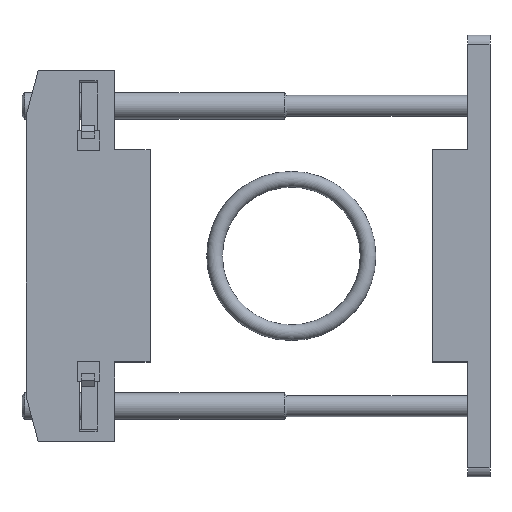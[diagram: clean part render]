
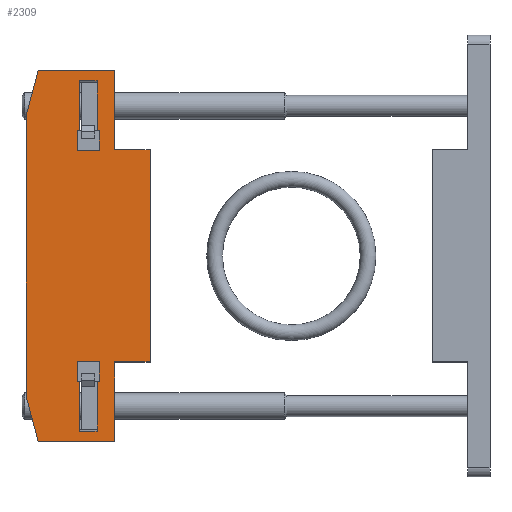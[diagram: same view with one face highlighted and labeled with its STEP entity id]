
A CAD part, top view. The second image highlights one B-rep face of the part: STEP entity #2309.
In plain terms, the highlighted planar face has unit normal (0, 0, 1).
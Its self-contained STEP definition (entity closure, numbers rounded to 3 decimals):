
#60=LINE('',#3374,#334);
#66=LINE('',#3387,#340);
#71=LINE('',#3398,#345);
#73=LINE('',#3403,#347);
#79=LINE('',#3416,#353);
#82=LINE('',#3425,#356);
#85=LINE('',#3430,#359);
#88=LINE('',#3436,#362);
#91=LINE('',#3444,#365);
#94=LINE('',#3450,#368);
#101=LINE('',#3464,#375);
#103=LINE('',#3467,#377);
#104=LINE('',#3469,#378);
#105=LINE('',#3472,#379);
#106=LINE('',#3474,#380);
#107=LINE('',#3476,#381);
#108=LINE('',#3478,#382);
#109=LINE('',#3479,#383);
#110=LINE('',#3481,#384);
#111=LINE('',#3482,#385);
#112=LINE('',#3485,#386);
#113=LINE('',#3487,#387);
#114=LINE('',#3488,#388);
#115=LINE('',#3490,#389);
#116=LINE('',#3492,#390);
#117=LINE('',#3494,#391);
#334=VECTOR('',#2741,1000.);
#340=VECTOR('',#2751,1000.);
#345=VECTOR('',#2760,1000.);
#347=VECTOR('',#2764,1000.);
#353=VECTOR('',#2772,1000.);
#356=VECTOR('',#2779,1000.);
#359=VECTOR('',#2784,1000.);
#362=VECTOR('',#2789,1000.);
#365=VECTOR('',#2796,1000.);
#368=VECTOR('',#2801,1000.);
#375=VECTOR('',#2810,1000.);
#377=VECTOR('',#2814,1000.);
#378=VECTOR('',#2817,1000.);
#379=VECTOR('',#2818,1000.);
#380=VECTOR('',#2819,1000.);
#381=VECTOR('',#2820,1000.);
#382=VECTOR('',#2821,1000.);
#383=VECTOR('',#2822,1000.);
#384=VECTOR('',#2823,1000.);
#385=VECTOR('',#2824,1000.);
#386=VECTOR('',#2825,1000.);
#387=VECTOR('',#2826,1000.);
#388=VECTOR('',#2827,1000.);
#389=VECTOR('',#2828,1000.);
#390=VECTOR('',#2829,1000.);
#391=VECTOR('',#2830,1000.);
#746=ORIENTED_EDGE('',*,*,#1325,.T.);
#747=ORIENTED_EDGE('',*,*,#1326,.F.);
#748=ORIENTED_EDGE('',*,*,#1327,.F.);
#749=ORIENTED_EDGE('',*,*,#1328,.F.);
#750=ORIENTED_EDGE('',*,*,#1329,.F.);
#751=ORIENTED_EDGE('',*,*,#1292,.F.);
#752=ORIENTED_EDGE('',*,*,#1330,.F.);
#753=ORIENTED_EDGE('',*,*,#1331,.F.);
#754=ORIENTED_EDGE('',*,*,#1332,.T.);
#755=ORIENTED_EDGE('',*,*,#1333,.T.);
#756=ORIENTED_EDGE('',*,*,#1334,.F.);
#757=ORIENTED_EDGE('',*,*,#1298,.F.);
#758=ORIENTED_EDGE('',*,*,#1335,.F.);
#759=ORIENTED_EDGE('',*,*,#1336,.F.);
#760=ORIENTED_EDGE('',*,*,#1337,.F.);
#761=ORIENTED_EDGE('',*,*,#1338,.F.);
#762=ORIENTED_EDGE('',*,*,#1302,.T.);
#763=ORIENTED_EDGE('',*,*,#1305,.T.);
#764=ORIENTED_EDGE('',*,*,#1284,.T.);
#765=ORIENTED_EDGE('',*,*,#1277,.T.);
#766=ORIENTED_EDGE('',*,*,#1290,.T.);
#767=ORIENTED_EDGE('',*,*,#1308,.T.);
#768=ORIENTED_EDGE('',*,*,#1312,.T.);
#769=ORIENTED_EDGE('',*,*,#1315,.T.);
#770=ORIENTED_EDGE('',*,*,#1322,.T.);
#771=ORIENTED_EDGE('',*,*,#1324,.T.);
#1277=EDGE_CURVE('',#1923,#1922,#60,.T.);
#1284=EDGE_CURVE('',#1928,#1923,#66,.T.);
#1290=EDGE_CURVE('',#1922,#1931,#71,.T.);
#1292=EDGE_CURVE('',#1932,#1934,#73,.T.);
#1298=EDGE_CURVE('',#1939,#1937,#79,.T.);
#1302=EDGE_CURVE('',#1944,#1943,#82,.T.);
#1305=EDGE_CURVE('',#1943,#1928,#85,.T.);
#1308=EDGE_CURVE('',#1931,#1946,#88,.T.);
#1312=EDGE_CURVE('',#1946,#1949,#91,.T.);
#1315=EDGE_CURVE('',#1949,#1951,#94,.T.);
#1322=EDGE_CURVE('',#1951,#1957,#101,.T.);
#1324=EDGE_CURVE('',#1957,#1944,#103,.T.);
#1325=EDGE_CURVE('',#1958,#1959,#104,.T.);
#1326=EDGE_CURVE('',#1960,#1959,#105,.T.);
#1327=EDGE_CURVE('',#1961,#1960,#106,.T.);
#1328=EDGE_CURVE('',#1962,#1961,#107,.T.);
#1329=EDGE_CURVE('',#1934,#1962,#108,.T.);
#1330=EDGE_CURVE('',#1963,#1932,#109,.T.);
#1331=EDGE_CURVE('',#1958,#1963,#110,.T.);
#1332=EDGE_CURVE('',#1964,#1965,#111,.T.);
#1333=EDGE_CURVE('',#1965,#1966,#112,.T.);
#1334=EDGE_CURVE('',#1937,#1966,#113,.T.);
#1335=EDGE_CURVE('',#1967,#1939,#114,.T.);
#1336=EDGE_CURVE('',#1968,#1967,#115,.T.);
#1337=EDGE_CURVE('',#1969,#1968,#116,.T.);
#1338=EDGE_CURVE('',#1964,#1969,#117,.T.);
#1630=EDGE_LOOP('',(#746,#747,#748,#749,#750,#751,#752,#753));
#1631=EDGE_LOOP('',(#754,#755,#756,#757,#758,#759,#760,#761));
#1632=EDGE_LOOP('',(#762,#763,#764,#765,#766,#767,#768,#769,#770,#771));
#1781=PLANE('',#2502);
#1922=VERTEX_POINT('',#3373);
#1923=VERTEX_POINT('',#3375);
#1928=VERTEX_POINT('',#3388);
#1931=VERTEX_POINT('',#3397);
#1932=VERTEX_POINT('',#3401);
#1934=VERTEX_POINT('',#3404);
#1937=VERTEX_POINT('',#3411);
#1939=VERTEX_POINT('',#3415);
#1943=VERTEX_POINT('',#3424);
#1944=VERTEX_POINT('',#3426);
#1946=VERTEX_POINT('',#3435);
#1949=VERTEX_POINT('',#3443);
#1951=VERTEX_POINT('',#3449);
#1957=VERTEX_POINT('',#3463);
#1958=VERTEX_POINT('',#3470);
#1959=VERTEX_POINT('',#3471);
#1960=VERTEX_POINT('',#3473);
#1961=VERTEX_POINT('',#3475);
#1962=VERTEX_POINT('',#3477);
#1963=VERTEX_POINT('',#3480);
#1964=VERTEX_POINT('',#3483);
#1965=VERTEX_POINT('',#3484);
#1966=VERTEX_POINT('',#3486);
#1967=VERTEX_POINT('',#3489);
#1968=VERTEX_POINT('',#3491);
#1969=VERTEX_POINT('',#3493);
#2150=FACE_BOUND('',#1630,.T.);
#2151=FACE_BOUND('',#1631,.T.);
#2152=FACE_BOUND('',#1632,.T.);
#2309=ADVANCED_FACE('',(#2150,#2151,#2152),#1781,.T.);
#2502=AXIS2_PLACEMENT_3D('',#3468,#2815,#2816);
#2741=DIRECTION('',(1.,0.,0.));
#2751=DIRECTION('',(0.966,-0.259,0.));
#2760=DIRECTION('',(0.966,0.259,0.));
#2764=DIRECTION('',(0.,-1.,0.));
#2772=DIRECTION('',(0.,1.,0.));
#2779=DIRECTION('',(-1.,0.,0.));
#2784=DIRECTION('',(0.,-1.,0.));
#2789=DIRECTION('',(0.,1.,0.));
#2796=DIRECTION('',(-1.,0.,0.));
#2801=DIRECTION('',(0.,1.,0.));
#2810=DIRECTION('',(-1.,0.,0.));
#2814=DIRECTION('',(0.,-1.,0.));
#2815=DIRECTION('',(0.,0.,1.));
#2816=DIRECTION('',(1.,0.,0.));
#2817=DIRECTION('',(1.,0.,0.));
#2818=DIRECTION('',(0.,-1.,0.));
#2819=DIRECTION('',(-1.,0.,0.));
#2820=DIRECTION('',(0.,1.,0.));
#2821=DIRECTION('',(1.,0.,0.));
#2822=DIRECTION('',(1.,0.,0.));
#2823=DIRECTION('',(0.,-1.,0.));
#2824=DIRECTION('',(1.,0.,0.));
#2825=DIRECTION('',(0.,-1.,0.));
#2826=DIRECTION('',(1.,0.,0.));
#2827=DIRECTION('',(1.,0.,0.));
#2828=DIRECTION('',(0.,-1.,0.));
#2829=DIRECTION('',(-1.,0.,0.));
#2830=DIRECTION('',(0.,1.,0.));
#3373=CARTESIAN_POINT('',(16.,0.,3.4));
#3374=CARTESIAN_POINT('',(-16.,0.,3.4));
#3375=CARTESIAN_POINT('',(-16.,0.,3.4));
#3387=CARTESIAN_POINT('',(-21.,1.34,3.4));
#3388=CARTESIAN_POINT('',(-21.,1.34,3.4));
#3397=CARTESIAN_POINT('',(21.,1.34,3.4));
#3398=CARTESIAN_POINT('',(16.,0.,3.4));
#3401=CARTESIAN_POINT('',(-14.2,6.,3.4));
#3403=CARTESIAN_POINT('',(-14.2,8.25,3.4));
#3404=CARTESIAN_POINT('',(-14.2,5.75,3.4));
#3411=CARTESIAN_POINT('',(14.2,6.,3.4));
#3415=CARTESIAN_POINT('',(14.2,5.75,3.4));
#3416=CARTESIAN_POINT('',(14.2,5.75,3.4));
#3424=CARTESIAN_POINT('',(-21.,10.,3.4));
#3425=CARTESIAN_POINT('',(-12.,10.,3.4));
#3426=CARTESIAN_POINT('',(-12.,10.,3.4));
#3430=CARTESIAN_POINT('',(-21.,10.,3.4));
#3435=CARTESIAN_POINT('',(21.,10.,3.4));
#3436=CARTESIAN_POINT('',(21.,1.34,3.4));
#3443=CARTESIAN_POINT('',(12.,10.,3.4));
#3444=CARTESIAN_POINT('',(21.,10.,3.4));
#3449=CARTESIAN_POINT('',(12.,14.,3.4));
#3450=CARTESIAN_POINT('',(12.,10.,3.4));
#3463=CARTESIAN_POINT('',(-12.,14.,3.4));
#3464=CARTESIAN_POINT('',(12.,14.,3.4));
#3467=CARTESIAN_POINT('',(-12.,14.,3.4));
#3468=CARTESIAN_POINT('',(0.,0.,3.4));
#3469=CARTESIAN_POINT('',(-19.834,8.,3.4));
#3470=CARTESIAN_POINT('',(-19.834,8.,3.4));
#3471=CARTESIAN_POINT('',(-14.2,8.,3.4));
#3472=CARTESIAN_POINT('',(-14.2,8.25,3.4));
#3473=CARTESIAN_POINT('',(-14.2,8.25,3.4));
#3474=CARTESIAN_POINT('',(-11.95,8.25,3.4));
#3475=CARTESIAN_POINT('',(-11.95,8.25,3.4));
#3476=CARTESIAN_POINT('',(-11.95,5.75,3.4));
#3477=CARTESIAN_POINT('',(-11.95,5.75,3.4));
#3478=CARTESIAN_POINT('',(-14.2,5.75,3.4));
#3479=CARTESIAN_POINT('',(-19.834,6.,3.4));
#3480=CARTESIAN_POINT('',(-19.834,6.,3.4));
#3481=CARTESIAN_POINT('',(-19.834,8.,3.4));
#3482=CARTESIAN_POINT('',(14.2,8.,3.4));
#3483=CARTESIAN_POINT('',(14.2,8.,3.4));
#3484=CARTESIAN_POINT('',(19.834,8.,3.4));
#3485=CARTESIAN_POINT('',(19.834,8.,3.4));
#3486=CARTESIAN_POINT('',(19.834,6.,3.4));
#3487=CARTESIAN_POINT('',(14.2,6.,3.4));
#3488=CARTESIAN_POINT('',(11.95,5.75,3.4));
#3489=CARTESIAN_POINT('',(11.95,5.75,3.4));
#3490=CARTESIAN_POINT('',(11.95,8.25,3.4));
#3491=CARTESIAN_POINT('',(11.95,8.25,3.4));
#3492=CARTESIAN_POINT('',(14.2,8.25,3.4));
#3493=CARTESIAN_POINT('',(14.2,8.25,3.4));
#3494=CARTESIAN_POINT('',(14.2,5.75,3.4));
